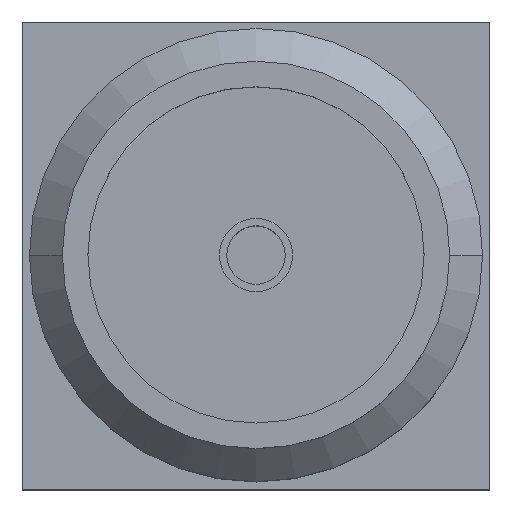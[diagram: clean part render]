
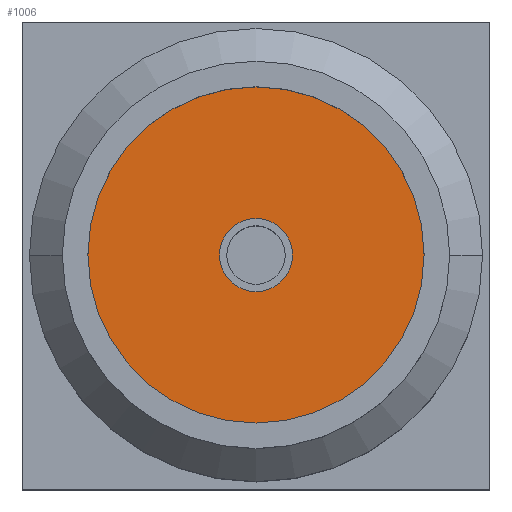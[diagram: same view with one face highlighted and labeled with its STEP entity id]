
A CAD part, top view. The second image highlights one B-rep face of the part: STEP entity #1006.
In plain terms, the highlighted planar face has unit normal (0, 0, 1).
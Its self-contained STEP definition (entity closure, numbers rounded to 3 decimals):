
#854=CARTESIAN_POINT('',(2.3,0.,8.3));
#855=VERTEX_POINT('',#854);
#871=CARTESIAN_POINT('',(-2.3,0.,8.3));
#872=VERTEX_POINT('',#871);
#879=CARTESIAN_POINT('',(0.,0.,8.3));
#880=DIRECTION('',(0.0,0.0,1.0));
#881=DIRECTION('',(1.0,0.0,0.0));
#882=AXIS2_PLACEMENT_3D('',#879,#880,#881);
#883=CIRCLE('',#882,2.3);
#884=EDGE_CURVE('',#855,#872,#883,.T.);
#894=CARTESIAN_POINT('',(0.5,0.,8.3));
#895=VERTEX_POINT('',#894);
#904=CARTESIAN_POINT('',(-0.5,0.,8.3));
#905=VERTEX_POINT('',#904);
#906=CARTESIAN_POINT('',(0.,0.,8.3));
#907=DIRECTION('',(0.0,0.0,-1.0));
#908=DIRECTION('',(1.0,0.0,0.0));
#909=AXIS2_PLACEMENT_3D('',#906,#907,#908);
#910=CIRCLE('',#909,0.5);
#911=EDGE_CURVE('',#905,#895,#910,.T.);
#945=CARTESIAN_POINT('',(0.,0.,8.3));
#946=DIRECTION('',(0.0,0.0,-1.0));
#947=DIRECTION('',(1.0,0.0,0.0));
#948=AXIS2_PLACEMENT_3D('',#945,#946,#947);
#949=CIRCLE('',#948,0.5);
#950=EDGE_CURVE('',#895,#905,#949,.T.);
#961=CARTESIAN_POINT('',(0.,0.,8.3));
#962=DIRECTION('',(0.0,0.0,1.0));
#963=DIRECTION('',(1.0,0.0,0.0));
#964=AXIS2_PLACEMENT_3D('',#961,#962,#963);
#965=CIRCLE('',#964,2.3);
#966=EDGE_CURVE('',#872,#855,#965,.T.);
#993=CARTESIAN_POINT('',(0.,0.,8.3));
#994=DIRECTION('',(0.0,0.0,1.0));
#995=DIRECTION('',(1.0,0.0,0.0));
#996=AXIS2_PLACEMENT_3D('',#993,#994,#995);
#997=PLANE('',#996);
#998=ORIENTED_EDGE('',*,*,#884,.T.);
#999=ORIENTED_EDGE('',*,*,#966,.T.);
#1000=EDGE_LOOP('',(#998,#999));
#1001=FACE_OUTER_BOUND('',#1000,.T.);
#1002=ORIENTED_EDGE('',*,*,#950,.T.);
#1003=ORIENTED_EDGE('',*,*,#911,.T.);
#1004=EDGE_LOOP('',(#1002,#1003));
#1005=FACE_BOUND('',#1004,.T.);
#1006=ADVANCED_FACE('',(#1001,#1005),#997,.T.);
